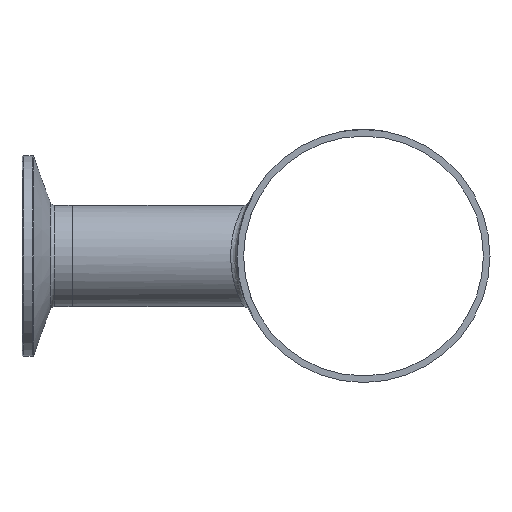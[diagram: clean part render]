
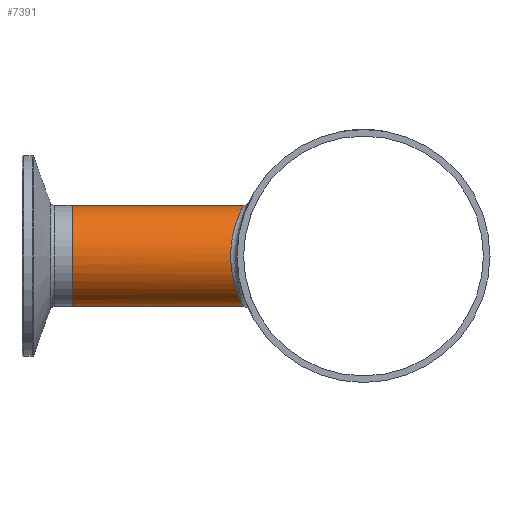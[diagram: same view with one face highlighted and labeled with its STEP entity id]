
A CAD part, left-side view. The second image highlights one B-rep face of the part: STEP entity #7391.
In plain terms, the highlighted cylindrical face has radius 12.7 mm (diameter 25.4 mm), a full revolution.
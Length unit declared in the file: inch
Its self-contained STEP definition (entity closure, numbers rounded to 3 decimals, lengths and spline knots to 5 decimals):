
#163=FACE_BOUND('',#1393,.T.);
#929=FACE_OUTER_BOUND('',#1392,.T.);
#1392=EDGE_LOOP('',(#6865));
#1393=EDGE_LOOP('',(#6866));
#1741=B_SPLINE_CURVE_WITH_KNOTS('',3,(#15953,#15954,#15955,#15956,#15957,
#15958,#15959,#15960,#15961,#15962,#15963,#15964,#15965,#15966,#15967,#15968,
#15969,#15970),.UNSPECIFIED.,.T.,.F.,(4,1,1,1,1,1,1,1,1,1,1,1,1,1,1,4),
(0.,0.55352,1.10705,1.66057,2.21409,
2.58311,3.32114,3.69016,4.05917,4.42819,
4.98171,5.53524,6.08876,6.64228,7.19581,
7.74933),.UNSPECIFIED.);
#2917=CIRCLE('',#7857,0.5);
#3643=VERTEX_POINT('',#15859);
#3644=VERTEX_POINT('',#15951);
#4720=EDGE_CURVE('',#3643,#3643,#2917,.T.);
#4722=EDGE_CURVE('',#3644,#3644,#1741,.T.);
#6865=ORIENTED_EDGE('',*,*,#4720,.T.);
#6866=ORIENTED_EDGE('',*,*,#4722,.F.);
#6921=CYLINDRICAL_SURFACE('',#7859,0.5);
#7391=ADVANCED_FACE('',(#929,#163),#6921,.T.);
#7857=AXIS2_PLACEMENT_3D('',#15860,#9299,#9300);
#7859=AXIS2_PLACEMENT_3D('',#15971,#9303,#9304);
#9299=DIRECTION('center_axis',(0.,-1.,0.));
#9300=DIRECTION('ref_axis',(1.,0.,0.));
#9303=DIRECTION('center_axis',(0.,-1.,0.));
#9304=DIRECTION('ref_axis',(1.,0.,0.));
#15859=CARTESIAN_POINT('',(-0.5,2.875,0.));
#15860=CARTESIAN_POINT('Origin',(0.,2.875,0.));
#15951=CARTESIAN_POINT('',(0.,1.18585,0.5));
#15953=CARTESIAN_POINT('Ctrl Pts',(0.,1.18577,
0.50006));
#15954=CARTESIAN_POINT('Ctrl Pts',(-0.07559,1.18577,
0.50006));
#15955=CARTESIAN_POINT('Ctrl Pts',(-0.22677,1.20585,
0.46452));
#15956=CARTESIAN_POINT('Ctrl Pts',(-0.40276,1.2668,
0.32321));
#15957=CARTESIAN_POINT('Ctrl Pts',(-0.50414,1.31436,
0.11721));
#15958=CARTESIAN_POINT('Ctrl Pts',(-0.50411,1.31436,
-0.09109));
#15959=CARTESIAN_POINT('Ctrl Pts',(-0.41974,1.27483,
-0.30227));
#15960=CARTESIAN_POINT('Ctrl Pts',(-0.27026,1.21691,
-0.4413));
#15961=CARTESIAN_POINT('Ctrl Pts',(-0.0768,1.18482,
-0.50187));
#15962=CARTESIAN_POINT('Ctrl Pts',(0.07682,1.18491,
-0.50189));
#15963=CARTESIAN_POINT('Ctrl Pts',(0.24607,1.21276,-0.44875));
#15964=CARTESIAN_POINT('Ctrl Pts',(0.40292,1.26674,-0.32319));
#15965=CARTESIAN_POINT('Ctrl Pts',(0.50408,1.3144,-0.11731));
#15966=CARTESIAN_POINT('Ctrl Pts',(0.50413,1.31432,0.1173));
#15967=CARTESIAN_POINT('Ctrl Pts',(0.40278,1.26684,0.32322));
#15968=CARTESIAN_POINT('Ctrl Pts',(0.22675,1.20584,0.46452));
#15969=CARTESIAN_POINT('Ctrl Pts',(0.07559,1.18576,
0.50007));
#15970=CARTESIAN_POINT('Ctrl Pts',(0.,1.18577,
0.50006));
#15971=CARTESIAN_POINT('Origin',(0.,2.875,0.));
